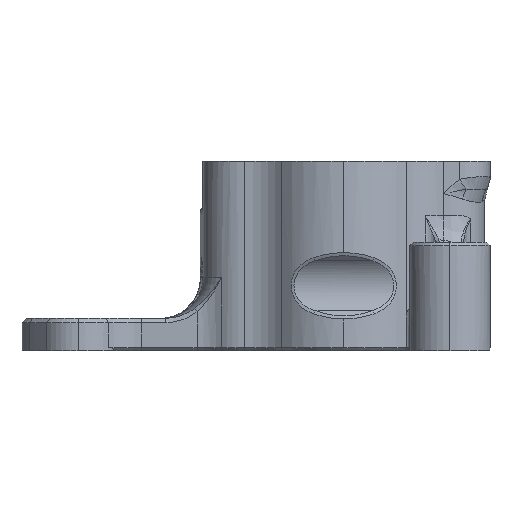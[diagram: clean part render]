
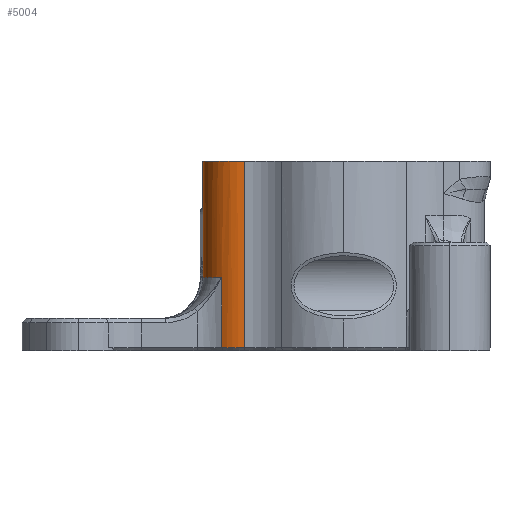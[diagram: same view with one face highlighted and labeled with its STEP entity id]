
A CAD part, left-side view. The second image highlights one B-rep face of the part: STEP entity #5004.
In plain terms, the highlighted cylindrical face has radius 4 mm (diameter 8 mm), a partial arc.
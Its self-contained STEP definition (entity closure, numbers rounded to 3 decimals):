
#591 = ORIENTED_EDGE ( 'NONE', *, *, #12803, .T. ) ;
#794 = CARTESIAN_POINT ( 'NONE',  ( -3.29, 11.275, 6.75 ) ) ;
#1137 = CIRCLE ( 'NONE', #23513, 4. ) ;
#1303 = EDGE_CURVE ( 'NONE', #17311, #24660, #6928, .T. ) ;
#1358 = VERTEX_POINT ( 'NONE', #6013 ) ;
#1403 = CARTESIAN_POINT ( 'NONE',  ( 0.647, 12.951, 12.74 ) ) ;
#1867 = CARTESIAN_POINT ( 'NONE',  ( 0.467, 12.973, 6.75 ) ) ;
#2699 = B_SPLINE_CURVE_WITH_KNOTS ( 'NONE', 3,
 ( #21390, #21671, #1403, #10603 ),
 .UNSPECIFIED., .F., .F.,
 ( 4, 4 ),
 ( 0., 0.001 ),
 .UNSPECIFIED. ) ;
#2743 = ORIENTED_EDGE ( 'NONE', *, *, #22267, .T. ) ;
#2846 = CARTESIAN_POINT ( 'NONE',  ( 1.403, 12.747, 13.664 ) ) ;
#3059 = DIRECTION ( 'NONE',  ( 0., 0., -1. ) ) ;
#3203 = DIRECTION ( 'NONE',  ( -1., 0., 0. ) ) ;
#3247 = DIRECTION ( 'NONE',  ( 0., 0., -1. ) ) ;
#3492 = DIRECTION ( 'NONE',  ( 1., 0., 0. ) ) ;
#3837 = CARTESIAN_POINT ( 'NONE',  ( 0.467, 12.973, 17.5 ) ) ;
#3950 = CIRCLE ( 'NONE', #26336, 4. ) ;
#4280 = CARTESIAN_POINT ( 'NONE',  ( 1.008, 12.871, 13.217 ) ) ;
#4597 = CARTESIAN_POINT ( 'NONE',  ( 3.996, 9.173, 17.5 ) ) ;
#5004 = ADVANCED_FACE ( 'NONE', ( #20449 ), #16342, .T. ) ;
#5080 = DIRECTION ( 'NONE',  ( 1., 0., 0. ) ) ;
#5475 = DIRECTION ( 'NONE',  ( 1., 0., 0. ) ) ;
#5718 = CARTESIAN_POINT ( 'NONE',  ( 3.996, 9.173, 15. ) ) ;
#6013 = CARTESIAN_POINT ( 'NONE',  ( -3.996, 9.173, 17.5 ) ) ;
#6122 = DIRECTION ( 'NONE',  ( 0., 0., -1. ) ) ;
#6422 = EDGE_LOOP ( 'NONE', ( #23433, #2743, #26511, #19058, #10163, #9293, #17895, #591, #27369, #6524 ) ) ;
#6524 = ORIENTED_EDGE ( 'NONE', *, *, #18206, .T. ) ;
#6928 = LINE ( 'NONE', #3837, #26986 ) ;
#7225 = CARTESIAN_POINT ( 'NONE',  ( 3.258, 11.341, 15. ) ) ;
#7266 = DIRECTION ( 'NONE',  ( 0., 0., 1. ) ) ;
#7504 = CARTESIAN_POINT ( 'NONE',  ( 2.145, 12.379, 14.33 ) ) ;
#7559 = AXIS2_PLACEMENT_3D ( 'NONE', #9608, #7266, #5080 ) ;
#7649 = CARTESIAN_POINT ( 'NONE',  ( 2.037, 12.445, 14.242 ) ) ;
#8252 = B_SPLINE_CURVE_WITH_KNOTS ( 'NONE', 3,
 ( #27223, #7225, #9697, #27503, #20651, #7504, #7649, #16404, #16112, #22820, #2846, #9984, #11745, #27361 ),
 .UNSPECIFIED., .F., .F.,
 ( 4, 2, 2, 2, 2, 2, 4 ),
 ( 0., 0.001, 0.002, 0.002, 0.003, 0.003, 0.004 ),
 .UNSPECIFIED. ) ;
#9293 = ORIENTED_EDGE ( 'NONE', *, *, #17990, .T. ) ;
#9450 = CARTESIAN_POINT ( 'NONE',  ( 3.42, 11.075, 15. ) ) ;
#9608 = CARTESIAN_POINT ( 'NONE',  ( 0., 9., 6.75 ) ) ;
#9697 = CARTESIAN_POINT ( 'NONE',  ( 3.074, 11.575, 14.933 ) ) ;
#9826 = EDGE_CURVE ( 'NONE', #23874, #17423, #15300, .T. ) ;
#9921 = CARTESIAN_POINT ( 'NONE',  ( 0., 9., 15. ) ) ;
#9984 = CARTESIAN_POINT ( 'NONE',  ( 1.2, 12.817, 13.449 ) ) ;
#10163 = ORIENTED_EDGE ( 'NONE', *, *, #9826, .T. ) ;
#10390 = LINE ( 'NONE', #23510, #27638 ) ;
#10603 = CARTESIAN_POINT ( 'NONE',  ( 0.467, 12.973, 12.5 ) ) ;
#11014 = VECTOR ( 'NONE', #6122, 1000. ) ;
#11376 = EDGE_CURVE ( 'NONE', #27365, #14831, #8252, .T. ) ;
#11544 = CARTESIAN_POINT ( 'NONE',  ( 0., 9., 17.5 ) ) ;
#11745 = CARTESIAN_POINT ( 'NONE',  ( 1.101, 12.847, 13.338 ) ) ;
#11779 = AXIS2_PLACEMENT_3D ( 'NONE', #11544, #3059, #3203 ) ;
#12803 = EDGE_CURVE ( 'NONE', #14831, #17311, #2699, .T. ) ;
#13074 = VERTEX_POINT ( 'NONE', #794 ) ;
#13552 = CARTESIAN_POINT ( 'NONE',  ( 0., 9., 17.5 ) ) ;
#14106 = AXIS2_PLACEMENT_3D ( 'NONE', #9921, #25676, #3492 ) ;
#14391 = DIRECTION ( 'NONE',  ( 0., 0., 1. ) ) ;
#14506 = CARTESIAN_POINT ( 'NONE',  ( -3.996, 9.173, 0.3 ) ) ;
#14672 = VERTEX_POINT ( 'NONE', #14506 ) ;
#14682 = CARTESIAN_POINT ( 'NONE',  ( 0., 9., 0.3 ) ) ;
#14831 = VERTEX_POINT ( 'NONE', #4280 ) ;
#15300 = LINE ( 'NONE', #19539, #16244 ) ;
#16112 = CARTESIAN_POINT ( 'NONE',  ( 1.717, 12.615, 13.964 ) ) ;
#16244 = VECTOR ( 'NONE', #19248, 1000. ) ;
#16342 = CYLINDRICAL_SURFACE ( 'NONE', #11779, 4. ) ;
#16404 = CARTESIAN_POINT ( 'NONE',  ( 1.823, 12.562, 14.059 ) ) ;
#16777 = CARTESIAN_POINT ( 'NONE',  ( -3.29, 11.275, 17.5 ) ) ;
#17311 = VERTEX_POINT ( 'NONE', #20211 ) ;
#17423 = VERTEX_POINT ( 'NONE', #5718 ) ;
#17895 = ORIENTED_EDGE ( 'NONE', *, *, #11376, .T. ) ;
#17990 = EDGE_CURVE ( 'NONE', #17423, #27365, #25272, .T. ) ;
#18206 = EDGE_CURVE ( 'NONE', #24660, #13074, #20169, .T. ) ;
#19058 = ORIENTED_EDGE ( 'NONE', *, *, #22150, .F. ) ;
#19248 = DIRECTION ( 'NONE',  ( 0., 0., -1. ) ) ;
#19356 = EDGE_CURVE ( 'NONE', #1358, #14672, #10390, .T. ) ;
#19539 = CARTESIAN_POINT ( 'NONE',  ( 3.996, 9.173, 17.5 ) ) ;
#20114 = DIRECTION ( 'NONE',  ( 0., 0., 1. ) ) ;
#20169 = CIRCLE ( 'NONE', #7559, 4. ) ;
#20211 = CARTESIAN_POINT ( 'NONE',  ( 0.467, 12.973, 12.5 ) ) ;
#20449 = FACE_OUTER_BOUND ( 'NONE', #6422, .T. ) ;
#20651 = CARTESIAN_POINT ( 'NONE',  ( 2.465, 12.161, 14.576 ) ) ;
#21390 = CARTESIAN_POINT ( 'NONE',  ( 1.008, 12.871, 13.217 ) ) ;
#21671 = CARTESIAN_POINT ( 'NONE',  ( 0.826, 12.918, 12.981 ) ) ;
#22150 = EDGE_CURVE ( 'NONE', #23874, #1358, #3950, .T. ) ;
#22267 = EDGE_CURVE ( 'NONE', #26343, #14672, #1137, .T. ) ;
#22820 = CARTESIAN_POINT ( 'NONE',  ( 1.507, 12.707, 13.767 ) ) ;
#23195 = CARTESIAN_POINT ( 'NONE',  ( -3.29, 11.275, 0.3 ) ) ;
#23433 = ORIENTED_EDGE ( 'NONE', *, *, #26529, .T. ) ;
#23510 = CARTESIAN_POINT ( 'NONE',  ( -3.996, 9.173, 17.5 ) ) ;
#23513 = AXIS2_PLACEMENT_3D ( 'NONE', #14682, #14391, #5475 ) ;
#23874 = VERTEX_POINT ( 'NONE', #4597 ) ;
#24660 = VERTEX_POINT ( 'NONE', #1867 ) ;
#25272 = CIRCLE ( 'NONE', #14106, 4. ) ;
#25676 = DIRECTION ( 'NONE',  ( 0., 0., 1. ) ) ;
#25709 = DIRECTION ( 'NONE',  ( 0., 0., -1. ) ) ;
#26336 = AXIS2_PLACEMENT_3D ( 'NONE', #13552, #20114, #26829 ) ;
#26343 = VERTEX_POINT ( 'NONE', #23195 ) ;
#26511 = ORIENTED_EDGE ( 'NONE', *, *, #19356, .F. ) ;
#26529 = EDGE_CURVE ( 'NONE', #13074, #26343, #27890, .T. ) ;
#26829 = DIRECTION ( 'NONE',  ( 1., 0., 0. ) ) ;
#26986 = VECTOR ( 'NONE', #3247, 1000. ) ;
#27223 = CARTESIAN_POINT ( 'NONE',  ( 3.42, 11.075, 15. ) ) ;
#27361 = CARTESIAN_POINT ( 'NONE',  ( 1.008, 12.871, 13.217 ) ) ;
#27365 = VERTEX_POINT ( 'NONE', #9450 ) ;
#27369 = ORIENTED_EDGE ( 'NONE', *, *, #1303, .T. ) ;
#27503 = CARTESIAN_POINT ( 'NONE',  ( 2.672, 11.99, 14.718 ) ) ;
#27638 = VECTOR ( 'NONE', #25709, 1000. ) ;
#27890 = LINE ( 'NONE', #16777, #11014 ) ;
